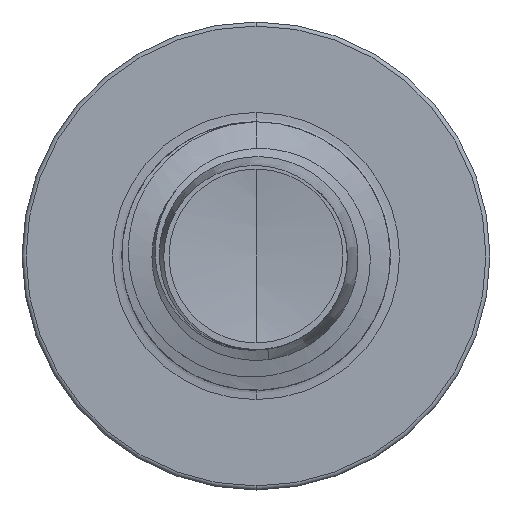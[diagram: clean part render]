
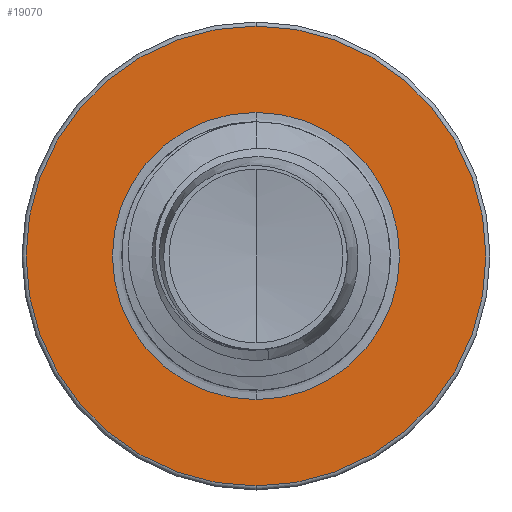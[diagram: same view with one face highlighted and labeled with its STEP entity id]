
A CAD part, front view. The second image highlights one B-rep face of the part: STEP entity #19070.
In plain terms, the highlighted planar face has unit normal (0, -1, 0).
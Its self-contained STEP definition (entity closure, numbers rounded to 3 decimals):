
#126 = ORIENTED_EDGE ( 'NONE', *, *, #16383, .F. ) ;
#1192 = ORIENTED_EDGE ( 'NONE', *, *, #13377, .F. ) ;
#1326 = AXIS2_PLACEMENT_3D ( 'NONE', #3027, #13919, #4744 ) ;
#1538 = ORIENTED_EDGE ( 'NONE', *, *, #13322, .T. ) ;
#2189 = AXIS2_PLACEMENT_3D ( 'NONE', #12848, #3446, #14286 ) ;
#2545 = AXIS2_PLACEMENT_3D ( 'NONE', #6361, #16637, #8071 ) ;
#3027 = CARTESIAN_POINT ( 'NONE',  ( 0., 7., 0. ) ) ;
#3105 = CARTESIAN_POINT ( 'NONE',  ( 0., 7., 0. ) ) ;
#3446 = DIRECTION ( 'NONE',  ( 0., 1., 0. ) ) ;
#4744 = DIRECTION ( 'NONE',  ( 0., 0., 1. ) ) ;
#4812 = DIRECTION ( 'NONE',  ( 0., 0., 1. ) ) ;
#4942 = DIRECTION ( 'NONE',  ( 0., 0., 1. ) ) ;
#5753 = CIRCLE ( 'NONE', #2545, 1.872 ) ;
#5841 = EDGE_LOOP ( 'NONE', ( #7434, #1538 ) ) ;
#6009 = FACE_BOUND ( 'NONE', #5841, .T. ) ;
#6361 = CARTESIAN_POINT ( 'NONE',  ( 0., 7., 0. ) ) ;
#6442 = CARTESIAN_POINT ( 'NONE',  ( 0., 7., -1.872 ) ) ;
#7434 = ORIENTED_EDGE ( 'NONE', *, *, #9979, .T. ) ;
#8005 = AXIS2_PLACEMENT_3D ( 'NONE', #3105, #13982, #4812 ) ;
#8071 = DIRECTION ( 'NONE',  ( 0., 0., 1. ) ) ;
#8162 = AXIS2_PLACEMENT_3D ( 'NONE', #12678, #14109, #4942 ) ;
#9036 = EDGE_LOOP ( 'NONE', ( #1192, #126 ) ) ;
#9979 = EDGE_CURVE ( 'NONE', #19382, #18915, #5753, .T. ) ;
#11015 = CIRCLE ( 'NONE', #1326, 1.872 ) ;
#11455 = CARTESIAN_POINT ( 'NONE',  ( 0., 7., 1.872 ) ) ;
#12678 = CARTESIAN_POINT ( 'NONE',  ( 0., 7., -1.872 ) ) ;
#12848 = CARTESIAN_POINT ( 'NONE',  ( 0., 7., 0. ) ) ;
#13322 = EDGE_CURVE ( 'NONE', #18915, #19382, #11015, .T. ) ;
#13377 = EDGE_CURVE ( 'NONE', #14989, #13851, #17931, .T. ) ;
#13851 = VERTEX_POINT ( 'NONE', #18884 ) ;
#13919 = DIRECTION ( 'NONE',  ( 0., 1., 0. ) ) ;
#13982 = DIRECTION ( 'NONE',  ( 0., 1., 0. ) ) ;
#14038 = PLANE ( 'NONE',  #8162 ) ;
#14109 = DIRECTION ( 'NONE',  ( 0., 1., 0. ) ) ;
#14286 = DIRECTION ( 'NONE',  ( 0., 0., 1. ) ) ;
#14989 = VERTEX_POINT ( 'NONE', #19720 ) ;
#16383 = EDGE_CURVE ( 'NONE', #13851, #14989, #19528, .T. ) ;
#16637 = DIRECTION ( 'NONE',  ( 0., 1., 0. ) ) ;
#17931 = CIRCLE ( 'NONE', #8005, 2.998 ) ;
#18884 = CARTESIAN_POINT ( 'NONE',  ( 0., 7., -2.997 ) ) ;
#18915 = VERTEX_POINT ( 'NONE', #6442 ) ;
#19060 = FACE_OUTER_BOUND ( 'NONE', #9036, .T. ) ;
#19070 = ADVANCED_FACE ( 'NONE', ( #19060, #6009 ), #14038, .F. ) ;
#19382 = VERTEX_POINT ( 'NONE', #11455 ) ;
#19528 = CIRCLE ( 'NONE', #2189, 2.998 ) ;
#19720 = CARTESIAN_POINT ( 'NONE',  ( 0., 7., 2.998 ) ) ;
